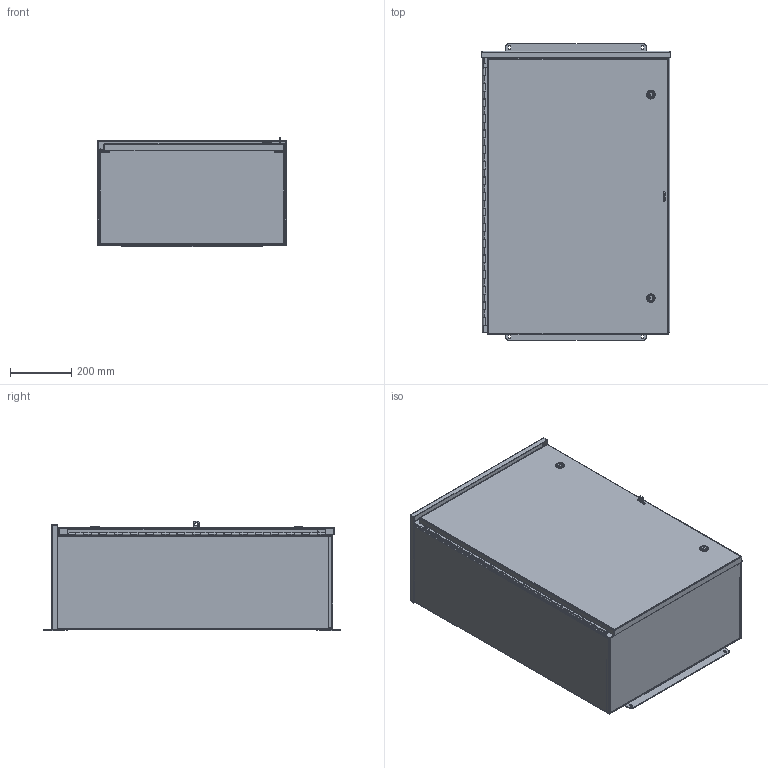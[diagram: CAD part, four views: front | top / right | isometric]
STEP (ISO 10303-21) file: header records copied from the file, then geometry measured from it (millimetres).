
FILE_DESCRIPTION(/* description */ ('RHC, BLR, MEDIUM, CS, 36X24X12'),/* implementation_level */ '2;1');
FILE_NAME(/* name */ 'RHC362412.stp',/* time_stamp */ '2017-02-20T19:49:20+05:00',/* author */ ('bjayachandran'),/* organization */ (''),/* preprocessor_version */ 'ST-DEVELOPER v16.1',/* originating_system */ 'Autodesk Inventor 2016',/* authorisation */ '');
FILE_SCHEMA (('AUTOMOTIVE_DESIGN { 1 0 10303 214 3 1 1 }'));
Length unit declared in the file: inch
Products named in the file (25): RHC362412BLR; RHC24TOP; RHC2412BTM; RHC3624LID; RHC2412CAP; 328107T; 328107L; 328107P-1; 328107; 34886; 3889; HFW384001; HFW369107; 1000-101-GPF_GPD; 1000-02; 1000-u45_asm; 1000-318; 1000-03; 1000-277-01; 1000-u142_asm; 1000-23; 1000-14_prt; HFW351146; HFW351146_1; RHC-assm
Assembly tree (34 placements, depth 4):
  RHC-assm
    RHC362412BLR
    RHC24TOP
    RHC2412BTM
    RHC3624LID
    RHC2412CAP
    328107
      328107T
      328107L
      328107P-1
    34886  x2
    3889  x6
    HFW384001
    HFW369107
    HFW351146
      1000-u45_asm
        1000-101-GPF_GPD
        1000-02
      1000-u142_asm
        1000-318
        1000-03
        1000-277-01
      1000-23
      1000-14_prt
    HFW351146_1
      1000-u45_asm
        1000-101-GPF_GPD
        1000-02
      1000-u142_asm
        1000-318
        1000-03
        1000-277-01
      1000-23
      1000-14_prt
Bounding box: 614.95 x 965.2 x 355.9 mm (x, y, z)
Volume: 4645047.2 mm3; surface area: 4890350.8 mm2
Topology: 32 solids, 32 shells, 1484 faces, 3674 edges, 2300 vertices
Faces by surface type: plane 854, cylinder 478, bspline 75, torus 35, cone 33, sphere 9
Full cylindrical faces by diameter (mm): 2.921 x2, 3.048 x13, 3.175 x1, 4.762 x1, 5 x2, 5.029 x1, 5.105 x1, 6 x2, 8.382 x12, 9.9 x2, 10 x2, 10.2 x2, 11.05 x2, 11.112 x1, 12.8 x2, 13.5 x2, 15.2 x2, 15.8 x2, 15.875 x6, 16.1 x2, 19.8 x2, 23 x2, 27 x2, 28 x2
Entity records: 34913 total; most frequent: CARTESIAN_POINT 8724, DIRECTION 5184, ORIENTED_EDGE 5068, EDGE_CURVE 2534, AXIS2_PLACEMENT_3D 1731, LINE 1722, VECTOR 1722, VERTEX_POINT 1614
